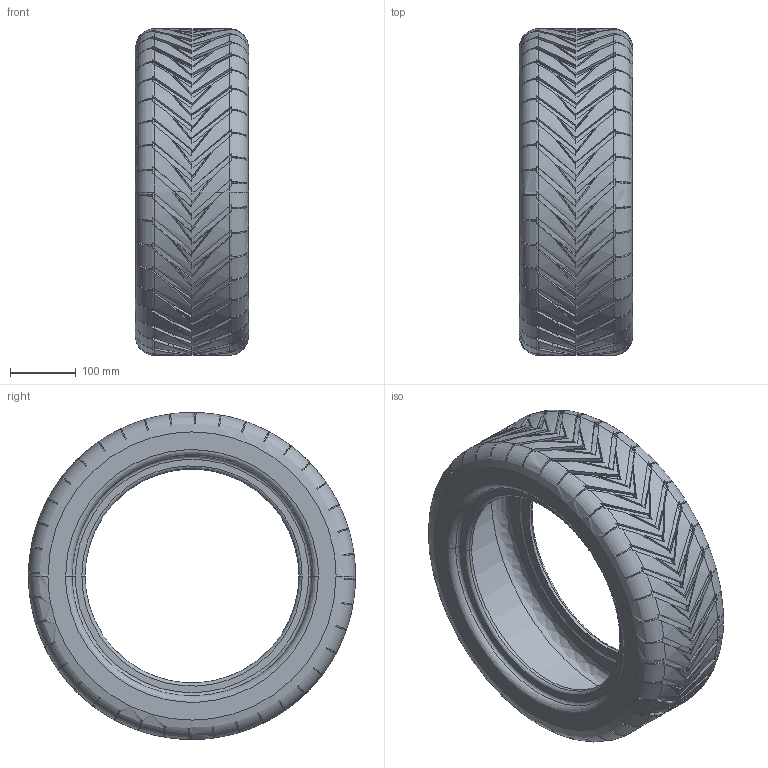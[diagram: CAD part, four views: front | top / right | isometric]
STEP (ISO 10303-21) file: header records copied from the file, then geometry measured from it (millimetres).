
FILE_DESCRIPTION(('FreeCAD Model'),'2;1');
FILE_NAME('Open CASCADE Shape Model','2025-05-04T18:42:11',('FreeCAD'),( 'FreeCAD'),'Open CASCADE STEP processor 7.6','FreeCAD','Unknown');
FILE_SCHEMA(('AUTOMOTIVE_DESIGN { 1 0 10303 214 1 1 1 1 }'));
Products named in the file (1): Open CASCADE STEP translator 7.6 1
Bounding box: 172.5 x 497.8 x 497.8 mm (x, y, z)
Volume: 4023069.1 mm3; surface area: 1026070.5 mm2
Topology: 1 solids, 1 shells, 1357 faces, 3679 edges, 2330 vertices
Faces by surface type: bspline 1357
Entity records: 45118 total; most frequent: CARTESIAN_POINT 24421, ORIENTED_EDGE 7358, EDGE_CURVE 3679, VERTEX_POINT 2330, B_SPLINE_CURVE_WITH_KNOTS 2320, FACE_BOUND 1365, EDGE_LOOP 1365, ADVANCED_FACE 1357
